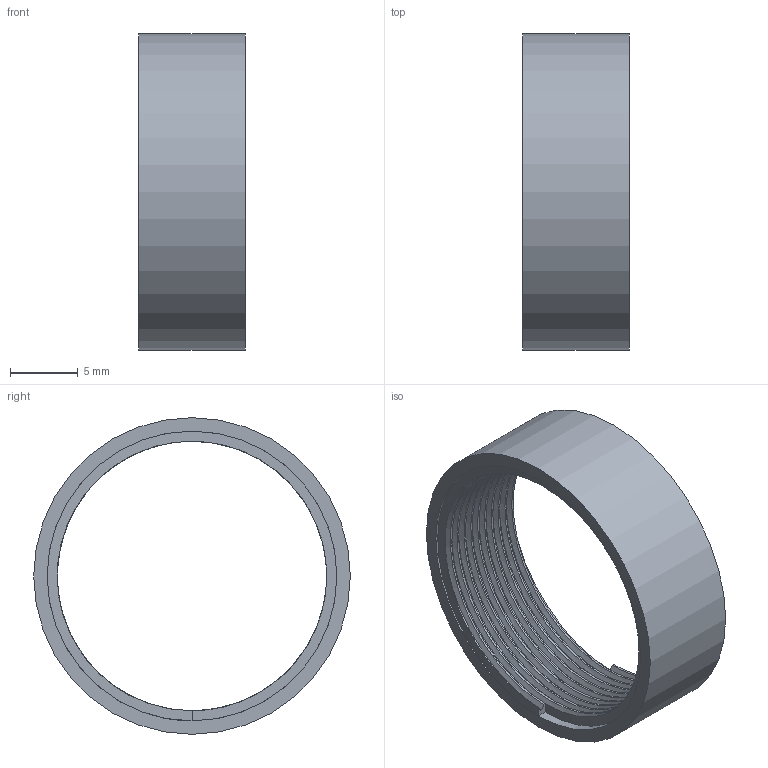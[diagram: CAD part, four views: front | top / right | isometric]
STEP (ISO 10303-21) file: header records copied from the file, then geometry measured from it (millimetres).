
FILE_DESCRIPTION(/* description */ (''),/* implementation_level */ '2;1');
FILE_NAME(/* name */ '00_RMS_Thread.ipt.step',/* time_stamp */ '2022-11-29T07:49:38+01:00',/* author */ ('diederichbenedict'),/* organization */ (''),/* preprocessor_version */ 'ST-DEVELOPER v18.1',/* originating_system */ 'Autodesk Inventor 2022',/* authorisation */ '');
FILE_SCHEMA (('AUTOMOTIVE_DESIGN { 1 0 10303 214 3 1 1 }','PROCESS_PLANNING_SCHEMA'));
Length unit declared in the file: millimetre
Products named in the file (1): 00_RMS_Thread
Bounding box: 7.87 x 23.38 x 23.38 mm (x, y, z)
Volume: 813.2 mm3; surface area: 1581.5 mm2
Topology: 1 solids, 1 shells, 33 faces, 91 edges, 60 vertices
Faces by surface type: cylinder 25, plane 4, bspline 4
Full cylindrical faces by diameter (mm): 19.9 x9, 20.616 x9, 21.388 x2, 23.375 x1
Entity records: 3097 total; most frequent: CARTESIAN_POINT 2316, ORIENTED_EDGE 182, DIRECTION 105, EDGE_CURVE 91, VERTEX_POINT 60, B_SPLINE_CURVE_WITH_KNOTS 50, LINE 37, VECTOR 37
